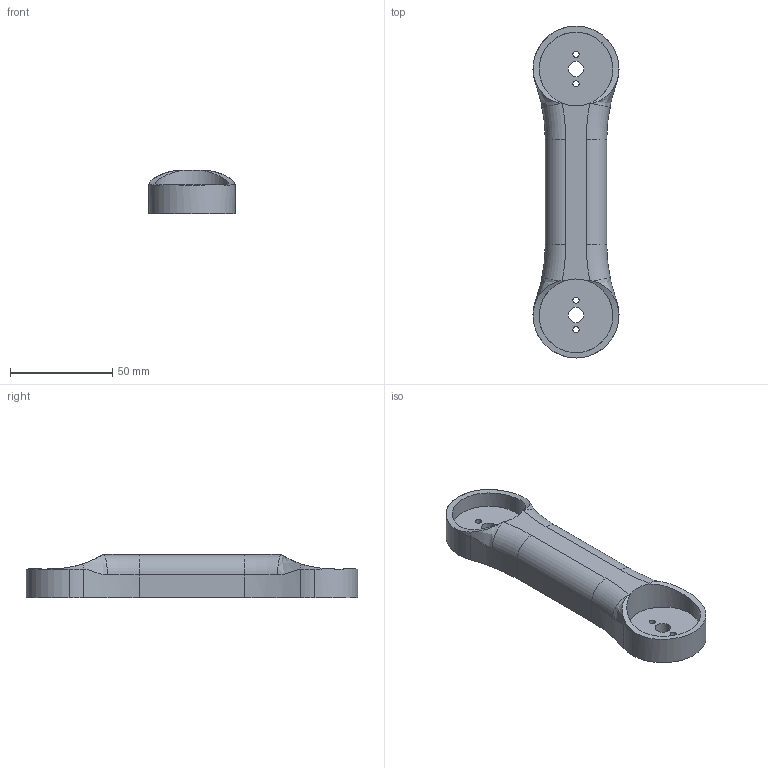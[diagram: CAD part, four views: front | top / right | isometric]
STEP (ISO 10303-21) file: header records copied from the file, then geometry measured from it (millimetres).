
FILE_DESCRIPTION (( 'STEP AP203' ), '1' );
FILE_NAME ('Arm 01_Default_sldprt.STEP', '2023-04-20T04:30:33', ( '' ), ( '' ), 'SwSTEP 2.0', 'SolidWorks 2019', '' );
FILE_SCHEMA (( 'CONFIG_CONTROL_DESIGN' ));
Length unit declared in the file: millimetre
Products named in the file (1): Arm 01_Default_sldprt
Bounding box: 42 x 162 x 21 mm (x, y, z)
Volume: 73075.5 mm3; surface area: 19113.2 mm2
Topology: 1 solids, 1 shells, 49 faces, 127 edges, 80 vertices
Faces by surface type: cylinder 28, bspline 8, torus 7, plane 6
Entity records: 2319 total; most frequent: CARTESIAN_POINT 1043, ORIENTED_EDGE 254, DIRECTION 250, EDGE_CURVE 127, AXIS2_PLACEMENT_3D 107, VERTEX_POINT 80, CIRCLE 65, EDGE_LOOP 61
